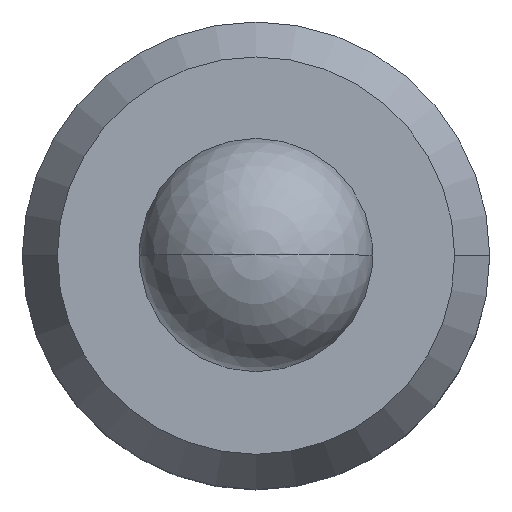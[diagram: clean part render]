
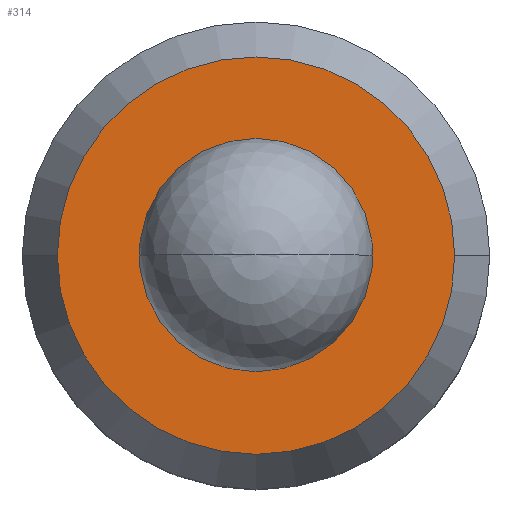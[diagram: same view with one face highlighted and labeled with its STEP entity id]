
A CAD part, top view. The second image highlights one B-rep face of the part: STEP entity #314.
In plain terms, the highlighted planar face has unit normal (0, 0, 1).
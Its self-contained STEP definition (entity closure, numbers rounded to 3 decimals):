
#146=VERTEX_POINT('',#362);
#152=EDGE_CURVE('',#218,#174,#369,.T.);
#174=VERTEX_POINT('',#392);
#218=VERTEX_POINT('',#441);
#238=EDGE_CURVE('',#270,#146,#463,.T.);
#252=EDGE_CURVE('',#174,#218,#481,.T.);
#258=EDGE_CURVE('',#146,#270,#488,.T.);
#270=VERTEX_POINT('',#500);
#314=ADVANCED_FACE('',(#551,#552),#553,.T.);
#362=CARTESIAN_POINT('',(-5.1,0.,0.));
#369=CIRCLE('',#609,2.8);
#392=CARTESIAN_POINT('',(2.8,0.,0.));
#441=CARTESIAN_POINT('',(-2.8,0.,0.));
#463=CIRCLE('',#734,5.1);
#481=CIRCLE('',#753,2.8);
#488=CIRCLE('',#762,5.1);
#500=CARTESIAN_POINT('',(5.1,0.,0.));
#551=FACE_OUTER_BOUND('',#840,.T.);
#552=FACE_BOUND('',#841,.T.);
#553=PLANE('',#842);
#609=AXIS2_PLACEMENT_3D('',#897,#898,#899);
#734=AXIS2_PLACEMENT_3D('',#1003,#1004,#1005);
#753=AXIS2_PLACEMENT_3D('',#1039,#1040,#1041);
#762=AXIS2_PLACEMENT_3D('',#1053,#1054,#1055);
#840=EDGE_LOOP('',(#1123,#1124));
#841=EDGE_LOOP('',(#1125,#1126));
#842=AXIS2_PLACEMENT_3D('',#1127,#1128,#1129);
#897=CARTESIAN_POINT('',(0.,0.,0.));
#898=DIRECTION('',(0.0,0.0,1.0));
#899=DIRECTION('',(-1.0,0.,0.0));
#1003=CARTESIAN_POINT('',(0.,0.,0.));
#1004=DIRECTION('',(0.0,0.0,1.0));
#1005=DIRECTION('',(-1.0,0.,0.0));
#1039=CARTESIAN_POINT('',(0.,0.,0.));
#1040=DIRECTION('',(0.0,0.0,1.0));
#1041=DIRECTION('',(-1.0,0.,0.0));
#1053=CARTESIAN_POINT('',(0.,0.,0.));
#1054=DIRECTION('',(0.0,0.0,1.0));
#1055=DIRECTION('',(-1.0,0.,0.0));
#1123=ORIENTED_EDGE('',*,*,#258,.T.);
#1124=ORIENTED_EDGE('',*,*,#238,.T.);
#1125=ORIENTED_EDGE('',*,*,#152,.F.);
#1126=ORIENTED_EDGE('',*,*,#252,.F.);
#1127=CARTESIAN_POINT('',(-3.95,0.,0.));
#1128=DIRECTION('',(0.0,0.0,1.0));
#1129=DIRECTION('',(-1.0,0.,0.0));
